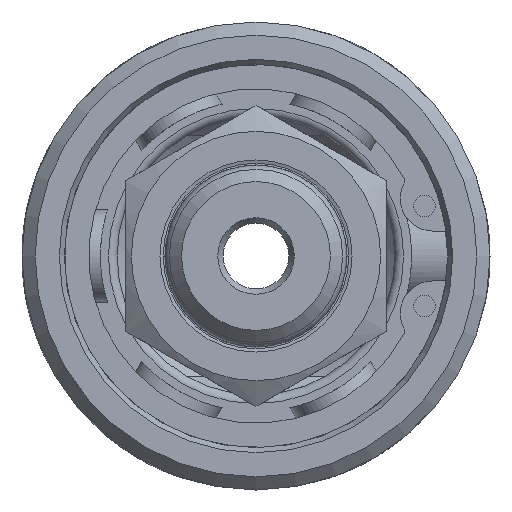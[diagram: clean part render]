
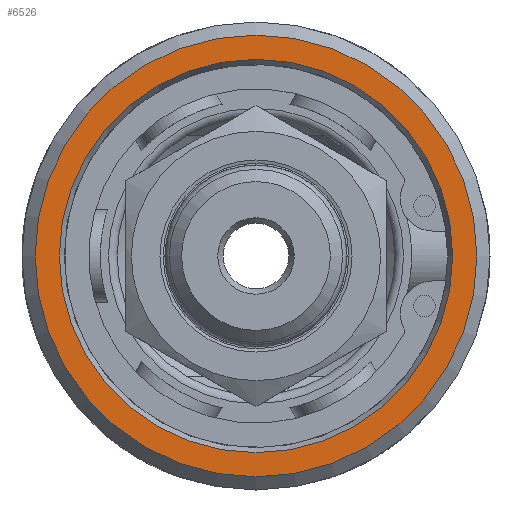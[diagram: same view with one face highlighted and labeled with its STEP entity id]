
A CAD part, left-side view. The second image highlights one B-rep face of the part: STEP entity #6526.
In plain terms, the highlighted planar face has unit normal (-1, 0, 0).
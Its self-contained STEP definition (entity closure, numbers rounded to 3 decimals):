
#1420=FACE_BOUND('',#1970,.T.);
#1470=PLANE('',#6946);
#1588=FACE_OUTER_BOUND('',#1969,.T.);
#1969=EDGE_LOOP('',(#4417));
#1970=EDGE_LOOP('',(#4418,#4419));
#2406=CIRCLE('',#6947,20.2);
#2407=CIRCLE('',#6948,17.987);
#2408=CIRCLE('',#6949,17.987);
#2681=VERTEX_POINT('',#9287);
#2682=VERTEX_POINT('',#9289);
#2683=VERTEX_POINT('',#9290);
#3382=EDGE_CURVE('',#2681,#2681,#2406,.T.);
#3383=EDGE_CURVE('',#2682,#2683,#2407,.T.);
#3384=EDGE_CURVE('',#2683,#2682,#2408,.T.);
#4417=ORIENTED_EDGE('',*,*,#3382,.F.);
#4418=ORIENTED_EDGE('',*,*,#3383,.T.);
#4419=ORIENTED_EDGE('',*,*,#3384,.T.);
#6526=ADVANCED_FACE('',(#1588,#1420),#1470,.T.);
#6946=AXIS2_PLACEMENT_3D('',#9286,#7481,#7482);
#6947=AXIS2_PLACEMENT_3D('',#9288,#7483,#7484);
#6948=AXIS2_PLACEMENT_3D('',#9291,#7485,#7486);
#6949=AXIS2_PLACEMENT_3D('',#9292,#7487,#7488);
#7481=DIRECTION('center_axis',(-1.,0.,0.));
#7482=DIRECTION('ref_axis',(0.,0.,1.));
#7483=DIRECTION('center_axis',(1.,0.,0.));
#7484=DIRECTION('ref_axis',(0.,-1.,0.));
#7485=DIRECTION('center_axis',(1.,0.,0.));
#7486=DIRECTION('ref_axis',(0.,1.,0.));
#7487=DIRECTION('center_axis',(1.,0.,0.));
#7488=DIRECTION('ref_axis',(0.,1.,0.));
#9286=CARTESIAN_POINT('Origin',(0.,10.7,0.));
#9287=CARTESIAN_POINT('',(0.,20.2,0.));
#9288=CARTESIAN_POINT('Origin',(0.,0.,0.));
#9289=CARTESIAN_POINT('',(0.,17.987,0.));
#9290=CARTESIAN_POINT('',(0.,-17.987,0.));
#9291=CARTESIAN_POINT('Origin',(0.,0.,0.));
#9292=CARTESIAN_POINT('Origin',(0.,0.,0.));
